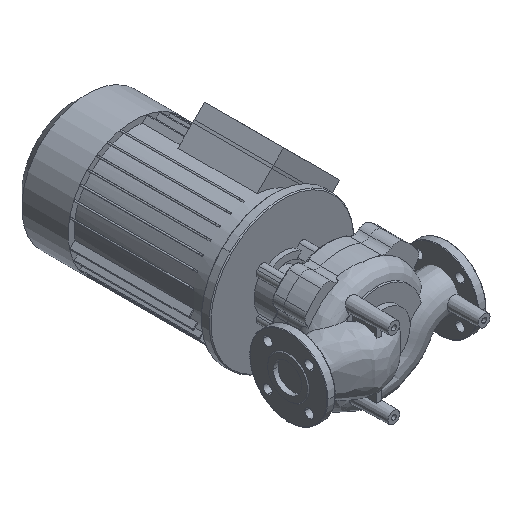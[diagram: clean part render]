
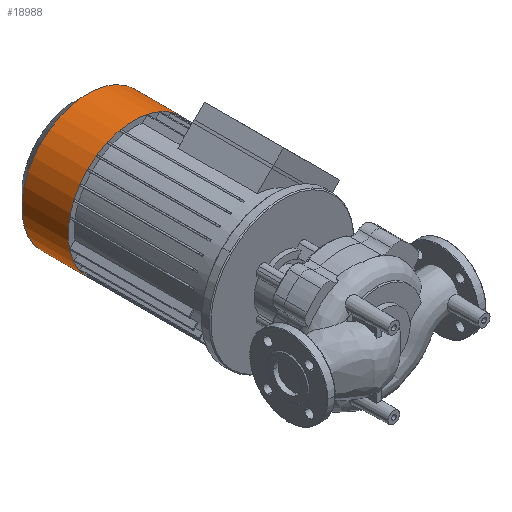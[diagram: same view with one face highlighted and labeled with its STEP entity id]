
A CAD part, isometric view. The second image highlights one B-rep face of the part: STEP entity #18988.
In plain terms, the highlighted cylindrical face has radius 139.5 mm (diameter 279 mm), a partial arc.
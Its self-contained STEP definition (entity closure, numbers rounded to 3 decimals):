
#14594=CARTESIAN_POINT('',(268.641,495.0,98.641));
#14595=VERTEX_POINT('',#14594);
#14596=CARTESIAN_POINT('',(268.641,593.1,98.641));
#14597=VERTEX_POINT('',#14596);
#14598=CARTESIAN_POINT('',(268.641,495.0,98.641));
#14599=DIRECTION('',(0.0,1.0,0.0));
#14600=VECTOR('',#14599,98.1);
#14601=LINE('',#14598,#14600);
#14602=EDGE_CURVE('',#14595,#14597,#14601,.T.);
#14604=CARTESIAN_POINT('',(71.359,495.0,-98.641));
#14605=VERTEX_POINT('',#14604);
#14613=CARTESIAN_POINT('',(71.359,593.1,-98.641));
#14614=VERTEX_POINT('',#14613);
#14615=CARTESIAN_POINT('',(71.359,495.0,-98.641));
#14616=DIRECTION('',(0.0,1.0,0.0));
#14617=VECTOR('',#14616,98.1);
#14618=LINE('',#14615,#14617);
#14619=EDGE_CURVE('',#14605,#14614,#14618,.T.);
#17537=CARTESIAN_POINT('',(170.0,495.0,0.0));
#17538=DIRECTION('',(0.0,1.0,0.0));
#17539=DIRECTION('',(0.707,0.0,0.707));
#17540=AXIS2_PLACEMENT_3D('',#17537,#17538,#17539);
#17541=CIRCLE('',#17540,139.5);
#17542=EDGE_CURVE('',#14605,#14595,#17541,.T.);
#18967=CARTESIAN_POINT('',(170.0,593.1,0.0));
#18968=DIRECTION('',(0.0,1.0,0.0));
#18969=DIRECTION('',(0.707,0.0,0.707));
#18970=AXIS2_PLACEMENT_3D('',#18967,#18968,#18969);
#18971=CIRCLE('',#18970,139.5);
#18972=EDGE_CURVE('',#14614,#14597,#18971,.T.);
#18977=CARTESIAN_POINT('',(170.0,621.0,0.0));
#18978=DIRECTION('',(0.0,-1.0,0.0));
#18979=DIRECTION('',(0.707,0.0,0.707));
#18980=AXIS2_PLACEMENT_3D('',#18977,#18978,#18979);
#18981=CYLINDRICAL_SURFACE('',#18980,139.5);
#18982=ORIENTED_EDGE('',*,*,#14602,.T.);
#18983=ORIENTED_EDGE('',*,*,#18972,.F.);
#18984=ORIENTED_EDGE('',*,*,#14619,.F.);
#18985=ORIENTED_EDGE('',*,*,#17542,.T.);
#18986=EDGE_LOOP('',(#18982,#18983,#18984,#18985));
#18987=FACE_OUTER_BOUND('',#18986,.T.);
#18988=ADVANCED_FACE('',(#18987),#18981,.T.);
